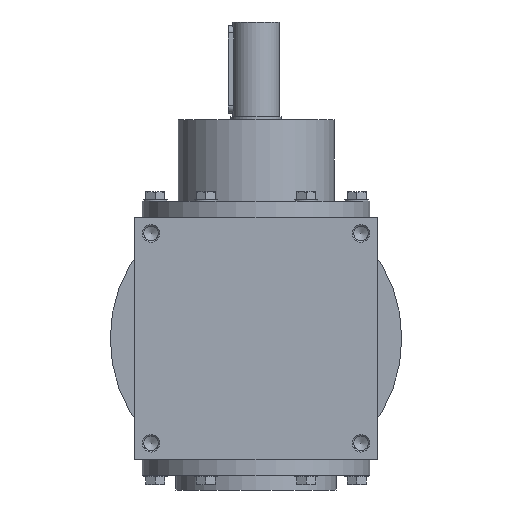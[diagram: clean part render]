
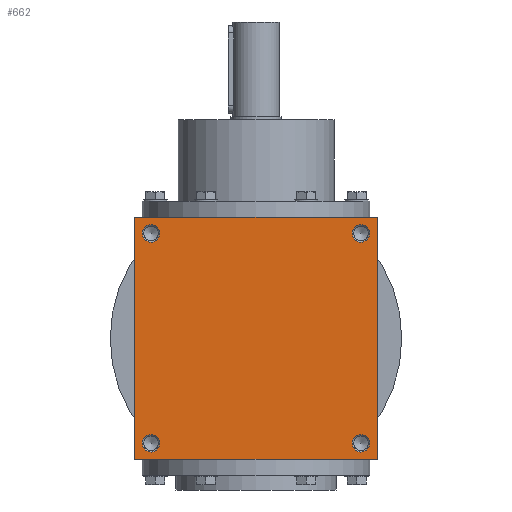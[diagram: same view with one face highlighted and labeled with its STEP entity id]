
A CAD part, left-side view. The second image highlights one B-rep face of the part: STEP entity #662.
In plain terms, the highlighted face is planar.
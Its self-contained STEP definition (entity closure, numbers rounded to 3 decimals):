
#662 = ADVANCED_FACE( '', ( #1332, #1333, #1334, #1335, #1336 ), #1337, .F. );
#1332 = FACE_BOUND( '', #2065, .T. );
#1333 = FACE_BOUND( '', #2066, .T. );
#1334 = FACE_BOUND( '', #2067, .T. );
#1335 = FACE_BOUND( '', #2068, .T. );
#1336 = FACE_OUTER_BOUND( '', #2069, .T. );
#1337 = PLANE( '', #2070 );
#2065 = EDGE_LOOP( '', ( #3158 ) );
#2066 = EDGE_LOOP( '', ( #3159 ) );
#2067 = EDGE_LOOP( '', ( #3160 ) );
#2068 = EDGE_LOOP( '', ( #3161 ) );
#2069 = EDGE_LOOP( '', ( #3162, #3163, #3164, #3165 ) );
#2070 = AXIS2_PLACEMENT_3D( '', #3166, #3167, #3168 );
#3158 = ORIENTED_EDGE( '', *, *, #4122, .F. );
#3159 = ORIENTED_EDGE( '', *, *, #4123, .T. );
#3160 = ORIENTED_EDGE( '', *, *, #4124, .F. );
#3161 = ORIENTED_EDGE( '', *, *, #3944, .T. );
#3162 = ORIENTED_EDGE( '', *, *, #4101, .F. );
#3163 = ORIENTED_EDGE( '', *, *, #4125, .F. );
#3164 = ORIENTED_EDGE( '', *, *, #3850, .F. );
#3165 = ORIENTED_EDGE( '', *, *, #4126, .F. );
#3166 = CARTESIAN_POINT( '', ( 0., 0., -83. ) );
#3167 = DIRECTION( '', ( 0., 0., 1. ) );
#3168 = DIRECTION( '', ( 1., 0., 0. ) );
#3850 = EDGE_CURVE( '', #4439, #4440, #4441, .T. );
#3944 = EDGE_CURVE( '', #4591, #4591, #4592, .T. );
#4101 = EDGE_CURVE( '', #4810, #4811, #4812, .T. );
#4122 = EDGE_CURVE( '', #4838, #4838, #4839, .T. );
#4123 = EDGE_CURVE( '', #4840, #4840, #4841, .T. );
#4124 = EDGE_CURVE( '', #4842, #4842, #4843, .T. );
#4125 = EDGE_CURVE( '', #4440, #4810, #4844, .T. );
#4126 = EDGE_CURVE( '', #4811, #4439, #4845, .T. );
#4439 = VERTEX_POINT( '', #5278 );
#4440 = VERTEX_POINT( '', #5279 );
#4441 = LINE( '', #5280, #5281 );
#4591 = VERTEX_POINT( '', #5470 );
#4592 = CIRCLE( '', #5471, 6. );
#4810 = VERTEX_POINT( '', #5742 );
#4811 = VERTEX_POINT( '', #5743 );
#4812 = LINE( '', #5744, #5745 );
#4838 = VERTEX_POINT( '', #5774 );
#4839 = CIRCLE( '', #5775, 6. );
#4840 = VERTEX_POINT( '', #5776 );
#4841 = CIRCLE( '', #5777, 6. );
#4842 = VERTEX_POINT( '', #5778 );
#4843 = CIRCLE( '', #5779, 6. );
#4844 = LINE( '', #5780, #5781 );
#4845 = LINE( '', #5782, #5783 );
#5278 = CARTESIAN_POINT( '', ( 83., -83., -83. ) );
#5279 = CARTESIAN_POINT( '', ( 83., 83., -83. ) );
#5280 = CARTESIAN_POINT( '', ( 83., -83., -83. ) );
#5281 = VECTOR( '', #6190, 1000. );
#5470 = CARTESIAN_POINT( '', ( 78., -72., -83. ) );
#5471 = AXIS2_PLACEMENT_3D( '', #6343, #6344, #6345 );
#5742 = CARTESIAN_POINT( '', ( -83., 83., -83. ) );
#5743 = CARTESIAN_POINT( '', ( -83., -83., -83. ) );
#5744 = CARTESIAN_POINT( '', ( -83., 83., -83. ) );
#5745 = VECTOR( '', #6591, 1000. );
#5774 = CARTESIAN_POINT( '', ( -78., 72., -83. ) );
#5775 = AXIS2_PLACEMENT_3D( '', #6619, #6620, #6621 );
#5776 = CARTESIAN_POINT( '', ( 78., 72., -83. ) );
#5777 = AXIS2_PLACEMENT_3D( '', #6622, #6623, #6624 );
#5778 = CARTESIAN_POINT( '', ( -78., -72., -83. ) );
#5779 = AXIS2_PLACEMENT_3D( '', #6625, #6626, #6627 );
#5780 = CARTESIAN_POINT( '', ( 83., 83., -83. ) );
#5781 = VECTOR( '', #6628, 1000. );
#5782 = CARTESIAN_POINT( '', ( -83., -83., -83. ) );
#5783 = VECTOR( '', #6629, 1000. );
#6190 = DIRECTION( '', ( 0., 1., 0. ) );
#6343 = CARTESIAN_POINT( '', ( 72., -72., -83. ) );
#6344 = DIRECTION( '', ( 0., 0., 1. ) );
#6345 = DIRECTION( '', ( 1., 0., 0. ) );
#6591 = DIRECTION( '', ( 0., -1., 0. ) );
#6619 = CARTESIAN_POINT( '', ( -72., 72., -83. ) );
#6620 = DIRECTION( '', ( 0., 0., -1. ) );
#6621 = DIRECTION( '', ( -1., 0., 0. ) );
#6622 = CARTESIAN_POINT( '', ( 72., 72., -83. ) );
#6623 = DIRECTION( '', ( 0., 0., 1. ) );
#6624 = DIRECTION( '', ( 1., 0., 0. ) );
#6625 = CARTESIAN_POINT( '', ( -72., -72., -83. ) );
#6626 = DIRECTION( '', ( 0., 0., -1. ) );
#6627 = DIRECTION( '', ( -1., 0., 0. ) );
#6628 = DIRECTION( '', ( -1., 0., 0. ) );
#6629 = DIRECTION( '', ( 1., 0., 0. ) );
